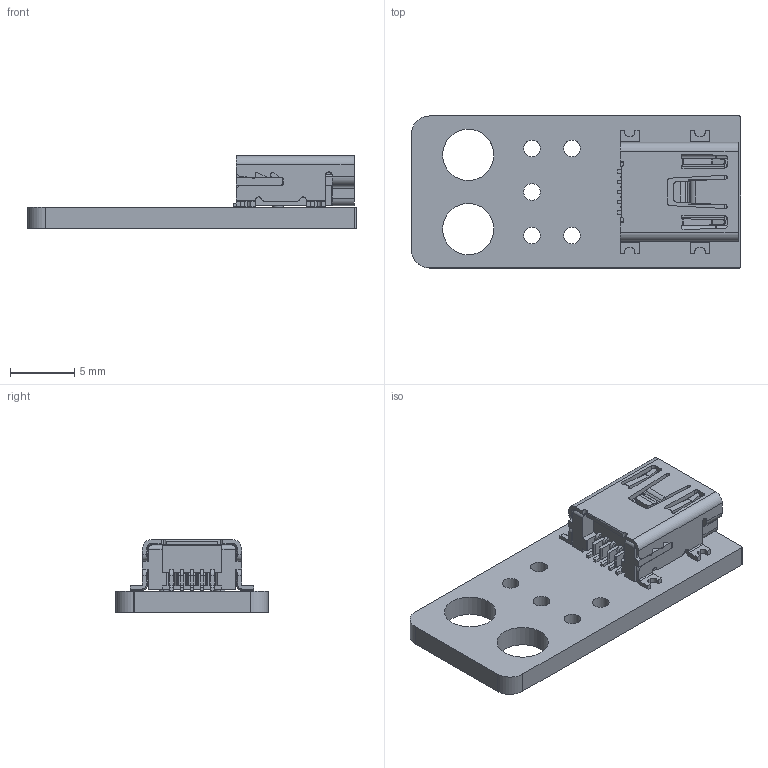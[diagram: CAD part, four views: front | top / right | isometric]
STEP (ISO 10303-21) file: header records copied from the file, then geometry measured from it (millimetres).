
FILE_DESCRIPTION(('Open CASCADE Model'),'2;1');
FILE_NAME('Open CASCADE Shape Model','2018-04-01T19:14:52',('Author'),( 'Open CASCADE'),'Open CASCADE STEP processor 6.8','Open CASCADE 6.8' ,'Unknown');
FILE_SCHEMA(('AUTOMOTIVE_DESIGN { 1 0 10303 214 1 1 1 1 }'));
Length unit declared in the file: millimetre
Products named in the file (7): PCB; Board; miniUSB; CUI_UJ2-MBH-1-SMT; internal_housing; 5_1_Pin; housing
Assembly tree (10 placements, depth 4):
  PCB
    Board
    miniUSB
      CUI_UJ2-MBH-1-SMT
        internal_housing
        5_1_Pin  x5
        housing
Bounding box: 25.65 x 11.85 x 5.65 mm (x, y, z)
Volume: 617.1 mm3; surface area: 1383.3 mm2
Topology: 8 solids, 8 shells, 603 faces, 1612 edges, 1028 vertices
Faces by surface type: plane 347, cylinder 210, bspline 26, cone 16, revolution 4
Full cylindrical faces by diameter (mm): 0.9 x2, 1.3 x5, 4 x2
Entity records: 15344 total; most frequent: CARTESIAN_POINT 3192, ORIENTED_EDGE 2536, DIRECTION 2436, EDGE_CURVE 1268, LINE 892, VECTOR 892, VERTEX_POINT 804, AXIS2_PLACEMENT_3D 770
